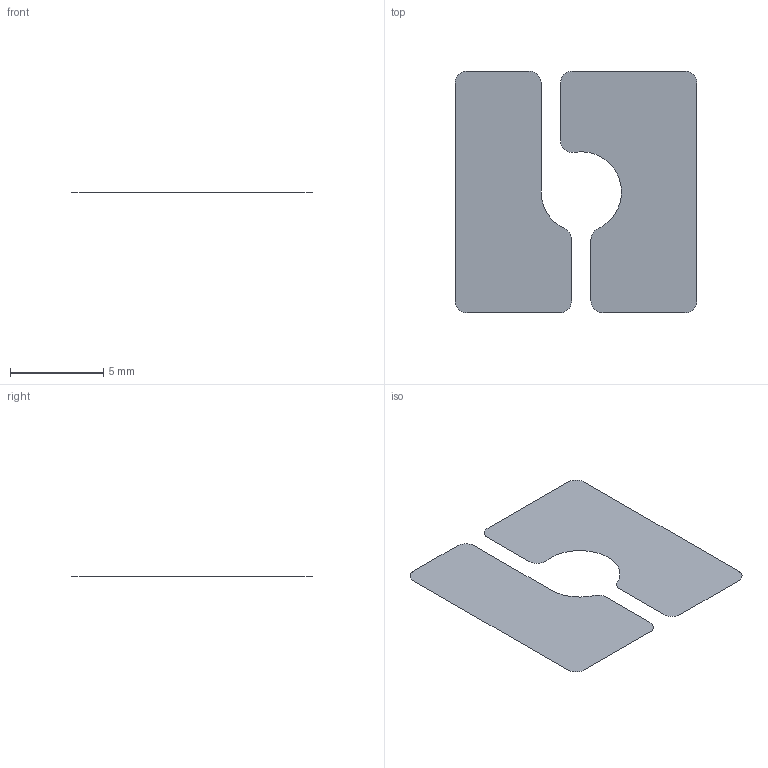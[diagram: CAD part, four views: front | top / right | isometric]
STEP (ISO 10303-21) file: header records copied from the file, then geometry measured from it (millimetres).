
FILE_DESCRIPTION(/* description */ (''),/* implementation_level */ '2;1');
FILE_NAME(/* name */ 'logo',/* time_stamp */ '2025-01-23T11:26:01+02:00',/* author */ (''),/* organization */ (''),/* preprocessor_version */ 'ST-DEVELOPER v16.5',/* originating_system */ '',/* authorisation */ '');
FILE_SCHEMA (('AUTOMOTIVE_DESIGN'));
Length unit declared in the file: millimetre
Products named in the file (1): Document
Bounding box: 12.94 x 12.94 x 0 mm (x, y, z)
Surface area: 142 mm2 (no closed solid volume)
Topology: 0 solids, 2 shells, 2 faces, 23 edges, 23 vertices
Faces by surface type: bspline 2
Entity records: 370 total; most frequent: CARTESIAN_POINT 167, ORIENTED_EDGE 23, PCURVE 23, DEFINITIONAL_REPRESENTATION 23, SURFACE_CURVE 23, EDGE_CURVE 23, VERTEX_POINT 23, B_SPLINE_CURVE_WITH_KNOTS 12
